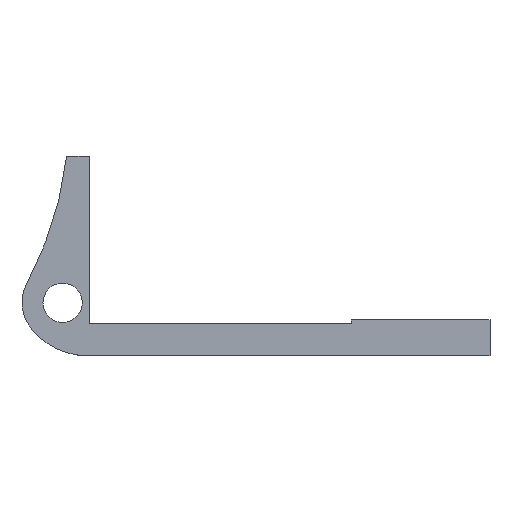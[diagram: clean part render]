
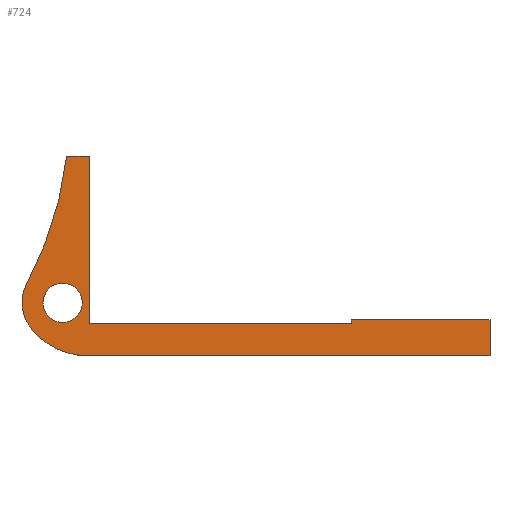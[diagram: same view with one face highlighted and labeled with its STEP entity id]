
A CAD part, top view. The second image highlights one B-rep face of the part: STEP entity #724.
In plain terms, the highlighted planar face has unit normal (0, 0, 1).
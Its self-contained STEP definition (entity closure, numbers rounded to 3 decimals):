
#30=FACE_BOUND('',#107,.T.);
#33=CIRCLE('',#778,27.163);
#34=CIRCLE('',#779,3.1);
#35=CIRCLE('',#780,5.479);
#36=CIRCLE('',#781,1.5);
#67=FACE_OUTER_BOUND('',#106,.T.);
#106=EDGE_LOOP('',(#496,#497,#498,#499,#500,#501,#502,#503,#504,#505));
#107=EDGE_LOOP('',(#506));
#150=LINE('',#1077,#228);
#153=LINE('',#1083,#231);
#155=LINE('',#1087,#233);
#157=LINE('',#1091,#235);
#158=LINE('',#1099,#236);
#159=LINE('',#1100,#237);
#160=LINE('',#1101,#238);
#228=VECTOR('',#854,10.);
#231=VECTOR('',#859,10.);
#233=VECTOR('',#863,10.);
#235=VECTOR('',#867,10.);
#236=VECTOR('',#874,10.);
#237=VECTOR('',#875,10.);
#238=VECTOR('',#876,10.);
#306=VERTEX_POINT('',#1074);
#307=VERTEX_POINT('',#1076);
#308=VERTEX_POINT('',#1080);
#309=VERTEX_POINT('',#1082);
#310=VERTEX_POINT('',#1086);
#311=VERTEX_POINT('',#1090);
#312=VERTEX_POINT('',#1092);
#313=VERTEX_POINT('',#1094);
#314=VERTEX_POINT('',#1096);
#315=VERTEX_POINT('',#1098);
#316=VERTEX_POINT('',#1102);
#378=EDGE_CURVE('',#307,#306,#150,.T.);
#381=EDGE_CURVE('',#309,#308,#153,.T.);
#383=EDGE_CURVE('',#310,#309,#155,.T.);
#385=EDGE_CURVE('',#306,#311,#157,.T.);
#386=EDGE_CURVE('',#311,#312,#33,.T.);
#387=EDGE_CURVE('',#312,#313,#34,.T.);
#388=EDGE_CURVE('',#313,#314,#35,.T.);
#389=EDGE_CURVE('',#314,#315,#158,.T.);
#390=EDGE_CURVE('',#315,#310,#159,.T.);
#391=EDGE_CURVE('',#308,#307,#160,.T.);
#392=EDGE_CURVE('',#316,#316,#36,.T.);
#496=ORIENTED_EDGE('',*,*,#385,.T.);
#497=ORIENTED_EDGE('',*,*,#386,.T.);
#498=ORIENTED_EDGE('',*,*,#387,.T.);
#499=ORIENTED_EDGE('',*,*,#388,.T.);
#500=ORIENTED_EDGE('',*,*,#389,.T.);
#501=ORIENTED_EDGE('',*,*,#390,.T.);
#502=ORIENTED_EDGE('',*,*,#383,.T.);
#503=ORIENTED_EDGE('',*,*,#381,.T.);
#504=ORIENTED_EDGE('',*,*,#391,.T.);
#505=ORIENTED_EDGE('',*,*,#378,.T.);
#506=ORIENTED_EDGE('',*,*,#392,.T.);
#700=PLANE('',#777);
#724=ADVANCED_FACE('',(#67,#30),#700,.T.);
#777=AXIS2_PLACEMENT_3D('',#1089,#865,#866);
#778=AXIS2_PLACEMENT_3D('',#1093,#868,#869);
#779=AXIS2_PLACEMENT_3D('',#1095,#870,#871);
#780=AXIS2_PLACEMENT_3D('',#1097,#872,#873);
#781=AXIS2_PLACEMENT_3D('',#1103,#877,#878);
#854=DIRECTION('',(0.,1.,0.));
#859=DIRECTION('',(0.,-1.,0.));
#863=DIRECTION('',(-1.,0.,0.));
#865=DIRECTION('center_axis',(0.,0.,1.));
#866=DIRECTION('ref_axis',(-1.,0.,0.));
#867=DIRECTION('',(-1.,0.,0.));
#868=DIRECTION('center_axis',(0.,0.,-1.));
#869=DIRECTION('ref_axis',(0.882,-0.472,0.));
#870=DIRECTION('center_axis',(0.,0.,1.));
#871=DIRECTION('ref_axis',(-0.882,0.472,0.));
#872=DIRECTION('center_axis',(0.,0.,1.));
#873=DIRECTION('ref_axis',(-0.799,-0.602,0.));
#874=DIRECTION('',(1.,0.,0.));
#875=DIRECTION('',(0.,1.,0.));
#876=DIRECTION('',(-1.,0.,0.));
#877=DIRECTION('center_axis',(0.,0.,-1.));
#878=DIRECTION('ref_axis',(-1.,0.,0.));
#1074=CARTESIAN_POINT('',(2.05,11.2,1.7));
#1076=CARTESIAN_POINT('',(2.05,-1.6,1.7));
#1077=CARTESIAN_POINT('',(2.05,-1.3,1.7));
#1080=CARTESIAN_POINT('',(22.05,-1.6,1.7));
#1082=CARTESIAN_POINT('',(22.05,-1.3,1.7));
#1083=CARTESIAN_POINT('',(22.05,-1.3,1.7));
#1086=CARTESIAN_POINT('',(32.65,-1.3,1.7));
#1087=CARTESIAN_POINT('',(32.65,-1.3,1.7));
#1089=CARTESIAN_POINT('Origin',(14.775,3.576,1.7));
#1090=CARTESIAN_POINT('',(0.305,11.2,1.7));
#1091=CARTESIAN_POINT('',(1.9,11.2,1.7));
#1092=CARTESIAN_POINT('',(-2.733,1.463,1.7));
#1093=CARTESIAN_POINT('Origin',(-26.683,14.279,1.7));
#1094=CARTESIAN_POINT('',(-2.476,-1.865,1.7));
#1095=CARTESIAN_POINT('Origin',(0.,0.,1.7));
#1096=CARTESIAN_POINT('',(1.9,-4.047,1.7));
#1097=CARTESIAN_POINT('Origin',(1.9,1.432,1.7));
#1098=CARTESIAN_POINT('',(32.65,-4.047,1.7));
#1099=CARTESIAN_POINT('',(1.9,-4.047,1.7));
#1100=CARTESIAN_POINT('',(32.65,-4.047,1.7));
#1101=CARTESIAN_POINT('',(32.65,-1.6,1.7));
#1102=CARTESIAN_POINT('',(-1.5,0.,1.7));
#1103=CARTESIAN_POINT('Origin',(0.,0.,1.7));
